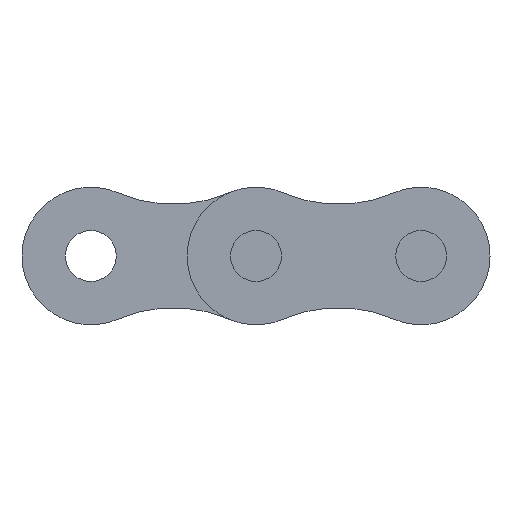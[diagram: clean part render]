
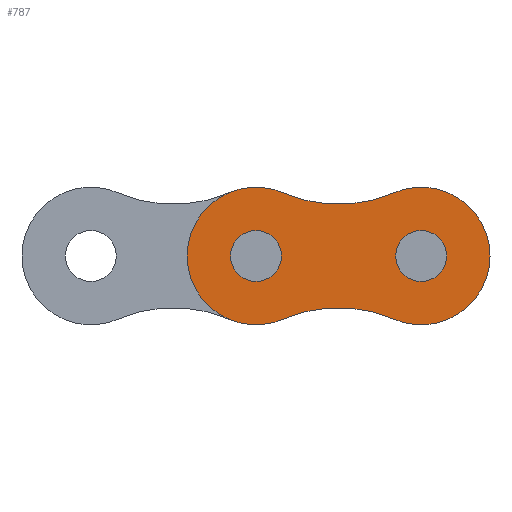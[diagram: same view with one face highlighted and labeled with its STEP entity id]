
A CAD part, front view. The second image highlights one B-rep face of the part: STEP entity #787.
In plain terms, the highlighted planar face has unit normal (0, -1, 0).
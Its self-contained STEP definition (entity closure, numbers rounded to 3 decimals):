
#3 = EDGE_LOOP ( 'NONE', ( #1248, #17, #974, #1301, #31, #923 ) ) ;
#6 = AXIS2_PLACEMENT_3D ( 'NONE', #856, #247, #111 ) ;
#17 = ORIENTED_EDGE ( 'NONE', *, *, #1592, .T. ) ;
#31 = ORIENTED_EDGE ( 'NONE', *, *, #824, .T. ) ;
#40 = DIRECTION ( 'NONE',  ( 1., 0., 0. ) ) ;
#61 = EDGE_CURVE ( 'NONE', #599, #744, #70, .T. ) ;
#70 = CIRCLE ( 'NONE', #509, 2.5 ) ;
#71 = CARTESIAN_POINT ( 'NONE',  ( 30., -1., 0. ) ) ;
#76 = AXIS2_PLACEMENT_3D ( 'NONE', #1530, #646, #226 ) ;
#99 = DIRECTION ( 'NONE',  ( 1., 0., 0. ) ) ;
#102 = AXIS2_PLACEMENT_3D ( 'NONE', #750, #1813, #141 ) ;
#111 = DIRECTION ( 'NONE',  ( 1., 0., 0. ) ) ;
#114 = CARTESIAN_POINT ( 'NONE',  ( 30., -1., 0. ) ) ;
#141 = DIRECTION ( 'NONE',  ( 1., 0., 0. ) ) ;
#165 = EDGE_CURVE ( 'NONE', #1127, #860, #870, .T. ) ;
#207 = EDGE_LOOP ( 'NONE', ( #1267, #1784 ) ) ;
#209 = EDGE_CURVE ( 'NONE', #1531, #1903, #594, .T. ) ;
#211 = CARTESIAN_POINT ( 'NONE',  ( 35., -1., 2.291 ) ) ;
#222 = DIRECTION ( 'NONE',  ( 0., -1., 0. ) ) ;
#226 = DIRECTION ( 'NONE',  ( 1., 0., 0. ) ) ;
#247 = DIRECTION ( 'NONE',  ( 0., 1., 0. ) ) ;
#288 = CIRCLE ( 'NONE', #76, 0.925 ) ;
#324 = AXIS2_PLACEMENT_3D ( 'NONE', #114, #395, #1455 ) ;
#361 = AXIS2_PLACEMENT_3D ( 'NONE', #984, #420, #99 ) ;
#395 = DIRECTION ( 'NONE',  ( 0., -1., 0. ) ) ;
#402 = VERTEX_POINT ( 'NONE', #1442 ) ;
#417 = AXIS2_PLACEMENT_3D ( 'NONE', #71, #1262, #40 ) ;
#420 = DIRECTION ( 'NONE',  ( 0., -1., 0. ) ) ;
#426 = VERTEX_POINT ( 'NONE', #548 ) ;
#443 = EDGE_CURVE ( 'NONE', #465, #1678, #1378, .T. ) ;
#465 = VERTEX_POINT ( 'NONE', #538 ) ;
#468 = ORIENTED_EDGE ( 'NONE', *, *, #209, .F. ) ;
#509 = AXIS2_PLACEMENT_3D ( 'NONE', #703, #712, #1280 ) ;
#517 = DIRECTION ( 'NONE',  ( 1., 0., 0. ) ) ;
#538 = CARTESIAN_POINT ( 'NONE',  ( 31., -1., -2.291 ) ) ;
#544 = CARTESIAN_POINT ( 'NONE',  ( 30., -1., 0. ) ) ;
#548 = CARTESIAN_POINT ( 'NONE',  ( 27.5, -1., 0. ) ) ;
#558 = EDGE_LOOP ( 'NONE', ( #906, #468 ) ) ;
#566 = AXIS2_PLACEMENT_3D ( 'NONE', #544, #1748, #1877 ) ;
#581 = CARTESIAN_POINT ( 'NONE',  ( 38.5, -1., 0. ) ) ;
#594 = CIRCLE ( 'NONE', #1694, 0.925 ) ;
#599 = VERTEX_POINT ( 'NONE', #581 ) ;
#646 = DIRECTION ( 'NONE',  ( 0., -1., 0. ) ) ;
#657 = CARTESIAN_POINT ( 'NONE',  ( 35.075, -1., 0. ) ) ;
#670 = AXIS2_PLACEMENT_3D ( 'NONE', #1266, #222, #517 ) ;
#702 = CARTESIAN_POINT ( 'NONE',  ( 35., -1., -2.291 ) ) ;
#703 = CARTESIAN_POINT ( 'NONE',  ( 36., -1., 0. ) ) ;
#707 = FACE_BOUND ( 'NONE', #558, .T. ) ;
#712 = DIRECTION ( 'NONE',  ( 0., -1., 0. ) ) ;
#720 = EDGE_CURVE ( 'NONE', #1903, #1531, #288, .T. ) ;
#739 = CARTESIAN_POINT ( 'NONE',  ( 33., -1., 6.874 ) ) ;
#744 = VERTEX_POINT ( 'NONE', #211 ) ;
#750 = CARTESIAN_POINT ( 'NONE',  ( 30., -1., 0. ) ) ;
#774 = EDGE_CURVE ( 'NONE', #860, #1127, #1536, .T. ) ;
#787 = ADVANCED_FACE ( 'NONE', ( #707, #1900, #1277 ), #1448, .T. ) ;
#791 = CIRCLE ( 'NONE', #324, 2.5 ) ;
#815 = DIRECTION ( 'NONE',  ( 1., 0., 0. ) ) ;
#824 = EDGE_CURVE ( 'NONE', #1678, #599, #911, .T. ) ;
#856 = CARTESIAN_POINT ( 'NONE',  ( 33., -1., -6.874 ) ) ;
#860 = VERTEX_POINT ( 'NONE', #1131 ) ;
#862 = EDGE_CURVE ( 'NONE', #426, #465, #791, .T. ) ;
#870 = CIRCLE ( 'NONE', #102, 0.925 ) ;
#888 = CARTESIAN_POINT ( 'NONE',  ( 36., -1., 0. ) ) ;
#906 = ORIENTED_EDGE ( 'NONE', *, *, #720, .F. ) ;
#911 = CIRCLE ( 'NONE', #361, 2.5 ) ;
#923 = ORIENTED_EDGE ( 'NONE', *, *, #61, .T. ) ;
#962 = DIRECTION ( 'NONE',  ( 0., 1., 0. ) ) ;
#974 = ORIENTED_EDGE ( 'NONE', *, *, #862, .T. ) ;
#975 = CIRCLE ( 'NONE', #1728, 5. ) ;
#984 = CARTESIAN_POINT ( 'NONE',  ( 36., -1., 0. ) ) ;
#1107 = DIRECTION ( 'NONE',  ( 1., 0., 0. ) ) ;
#1127 = VERTEX_POINT ( 'NONE', #1712 ) ;
#1131 = CARTESIAN_POINT ( 'NONE',  ( 29.075, -1., 0. ) ) ;
#1211 = CARTESIAN_POINT ( 'NONE',  ( 36.925, -1., 0. ) ) ;
#1248 = ORIENTED_EDGE ( 'NONE', *, *, #1929, .T. ) ;
#1262 = DIRECTION ( 'NONE',  ( 0., -1., 0. ) ) ;
#1266 = CARTESIAN_POINT ( 'NONE',  ( 30., -1., 0. ) ) ;
#1267 = ORIENTED_EDGE ( 'NONE', *, *, #165, .F. ) ;
#1277 = FACE_OUTER_BOUND ( 'NONE', #3, .T. ) ;
#1280 = DIRECTION ( 'NONE',  ( 1., 0., 0. ) ) ;
#1301 = ORIENTED_EDGE ( 'NONE', *, *, #443, .T. ) ;
#1378 = CIRCLE ( 'NONE', #6, 5. ) ;
#1442 = CARTESIAN_POINT ( 'NONE',  ( 31., -1., 2.291 ) ) ;
#1448 = PLANE ( 'NONE',  #566 ) ;
#1455 = DIRECTION ( 'NONE',  ( 1., 0., 0. ) ) ;
#1530 = CARTESIAN_POINT ( 'NONE',  ( 36., -1., 0. ) ) ;
#1531 = VERTEX_POINT ( 'NONE', #657 ) ;
#1536 = CIRCLE ( 'NONE', #417, 0.925 ) ;
#1592 = EDGE_CURVE ( 'NONE', #402, #426, #1703, .T. ) ;
#1637 = DIRECTION ( 'NONE',  ( 0., -1., 0. ) ) ;
#1678 = VERTEX_POINT ( 'NONE', #702 ) ;
#1694 = AXIS2_PLACEMENT_3D ( 'NONE', #888, #1637, #815 ) ;
#1703 = CIRCLE ( 'NONE', #670, 2.5 ) ;
#1712 = CARTESIAN_POINT ( 'NONE',  ( 30.925, -1., 0. ) ) ;
#1728 = AXIS2_PLACEMENT_3D ( 'NONE', #739, #962, #1107 ) ;
#1748 = DIRECTION ( 'NONE',  ( 0., -1., 0. ) ) ;
#1784 = ORIENTED_EDGE ( 'NONE', *, *, #774, .F. ) ;
#1813 = DIRECTION ( 'NONE',  ( 0., -1., 0. ) ) ;
#1877 = DIRECTION ( 'NONE',  ( 0., 0., -1. ) ) ;
#1900 = FACE_BOUND ( 'NONE', #207, .T. ) ;
#1903 = VERTEX_POINT ( 'NONE', #1211 ) ;
#1929 = EDGE_CURVE ( 'NONE', #744, #402, #975, .T. ) ;
